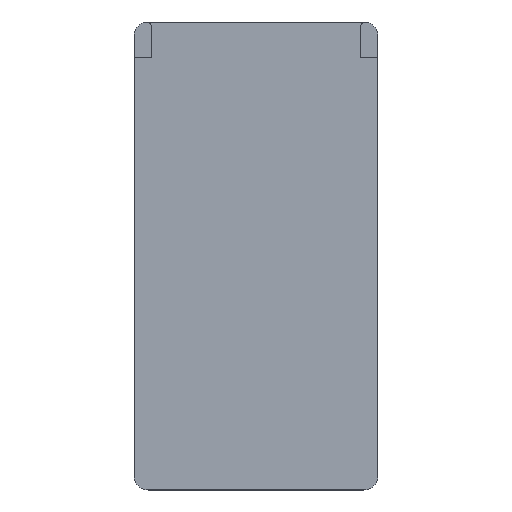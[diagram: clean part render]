
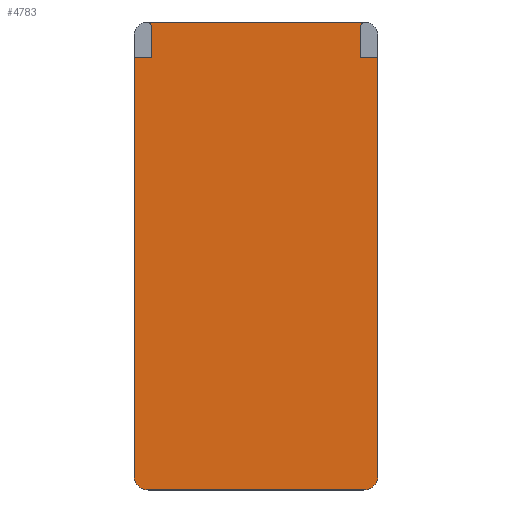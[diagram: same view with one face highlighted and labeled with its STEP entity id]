
A CAD part, top view. The second image highlights one B-rep face of the part: STEP entity #4783.
In plain terms, the highlighted planar face has unit normal (0, 0, 1).
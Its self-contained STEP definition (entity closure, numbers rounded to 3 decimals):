
#2778=CARTESIAN_POINT('',(0.9,32.5,2.));
#2779=DIRECTION('',(0.,0.,1.));
#2780=DIRECTION('',(1.,0.,0.));
#2781=AXIS2_PLACEMENT_3D('',#2778,#2779,#2780);
#2786=CARTESIAN_POINT('',(0.9,32.5,2.));
#2787=DIRECTION('',(0.,0.,1.));
#2788=DIRECTION('',(0.707,0.707,0.));
#2789=AXIS2_PLACEMENT_3D('',#2786,#2787,#2788);
#2794=CARTESIAN_POINT('',(1.,31.8,2.));
#2795=DIRECTION('',(0.,0.,-1.));
#2796=DIRECTION('',(-0.065,0.998,0.));
#2797=AXIS2_PLACEMENT_3D('',#2794,#2795,#2796);
#2802=CARTESIAN_POINT('',(16.1,31.8,2.));
#2803=DIRECTION('',(0.,0.,-1.));
#2804=DIRECTION('',(0.,1.,0.));
#2805=AXIS2_PLACEMENT_3D('',#2802,#2803,#2804);
#2810=CARTESIAN_POINT('',(16.2,32.5,2.));
#2811=DIRECTION('',(0.,0.,1.));
#2812=DIRECTION('',(-0.118,0.993,0.));
#2813=AXIS2_PLACEMENT_3D('',#2810,#2811,#2812);
#2818=CARTESIAN_POINT('',(16.2,32.5,2.));
#2819=DIRECTION('',(0.,0.,1.));
#2820=DIRECTION('',(-0.707,0.707,0.));
#2821=AXIS2_PLACEMENT_3D('',#2818,#2819,#2820);
#2826=DIRECTION('',(0.,-1.,0.));
#2827=VECTOR('',#2826,29.3);
#2828=CARTESIAN_POINT('',(17.1,30.3,2.));
#2829=LINE('',#2828,#2827);
#2833=CARTESIAN_POINT('',(16.1,1.,2.));
#2834=DIRECTION('',(0.,0.,-1.));
#2835=DIRECTION('',(1.,0.,0.));
#2836=AXIS2_PLACEMENT_3D('',#2833,#2834,#2835);
#2841=CARTESIAN_POINT('',(16.1,1.,2.));
#2842=DIRECTION('',(0.,0.,-1.));
#2843=DIRECTION('',(0.707,-0.707,0.));
#2844=AXIS2_PLACEMENT_3D('',#2841,#2842,#2843);
#2849=DIRECTION('',(-1.,0.,0.));
#2850=VECTOR('',#2849,15.1);
#2851=CARTESIAN_POINT('',(16.1,0.,2.));
#2852=LINE('',#2851,#2850);
#2856=CARTESIAN_POINT('',(1.,1.,2.));
#2857=DIRECTION('',(0.,0.,-1.));
#2858=DIRECTION('',(0.,-1.,0.));
#2859=AXIS2_PLACEMENT_3D('',#2856,#2857,#2858);
#2864=CARTESIAN_POINT('',(1.,1.,2.));
#2865=DIRECTION('',(0.,0.,-1.));
#2866=DIRECTION('',(-0.707,-0.707,0.));
#2867=AXIS2_PLACEMENT_3D('',#2864,#2865,#2866);
#2872=DIRECTION('',(-1.,0.,0.));
#2873=VECTOR('',#2872,1.2);
#2874=CARTESIAN_POINT('',(1.2,30.3,2.));
#2875=LINE('',#2874,#2873);
#2886=DIRECTION('',(0.,-1.,0.));
#2887=VECTOR('',#2886,29.3);
#2888=CARTESIAN_POINT('',(0.,30.3,2.));
#2889=LINE('',#2888,#2887);
#3464=DIRECTION('',(-1.,0.,0.));
#3465=VECTOR('',#3464,1.2);
#3466=CARTESIAN_POINT('',(17.1,30.3,2.));
#3467=LINE('',#3466,#3465);
#3478=DIRECTION('',(0.,1.,0.));
#3479=VECTOR('',#3478,2.2);
#3480=CARTESIAN_POINT('',(15.9,30.3,2.));
#3481=LINE('',#3480,#3479);
#3485=DIRECTION('',(-1.,0.,0.));
#3486=VECTOR('',#3485,15.1);
#3487=CARTESIAN_POINT('',(16.1,32.8,2.));
#3488=LINE('',#3487,#3486);
#4369=DIRECTION('',(0.,-1.,0.));
#4370=VECTOR('',#4369,2.2);
#4371=CARTESIAN_POINT('',(1.2,32.5,2.));
#4372=LINE('',#4371,#4370);
#4436=CARTESIAN_POINT('',(1.2,30.3,2.));
#4437=CARTESIAN_POINT('',(0.,30.3,2.));
#4438=VERTEX_POINT('',#4436);
#4439=VERTEX_POINT('',#4437);
#4440=CARTESIAN_POINT('',(1.2,32.5,2.));
#4441=VERTEX_POINT('',#4440);
#4442=CARTESIAN_POINT('',(1.112,32.712,2.));
#4443=CARTESIAN_POINT('',(0.935,32.798,2.));
#4444=VERTEX_POINT('',#4442);
#4445=VERTEX_POINT('',#4443);
#4446=CARTESIAN_POINT('',(1.,32.8,2.));
#4447=VERTEX_POINT('',#4446);
#4448=CARTESIAN_POINT('',(16.1,32.8,2.));
#4449=VERTEX_POINT('',#4448);
#4450=CARTESIAN_POINT('',(16.165,32.798,2.));
#4451=VERTEX_POINT('',#4450);
#4452=CARTESIAN_POINT('',(15.988,32.712,2.));
#4453=CARTESIAN_POINT('',(15.9,32.5,2.));
#4454=VERTEX_POINT('',#4452);
#4455=VERTEX_POINT('',#4453);
#4456=CARTESIAN_POINT('',(15.9,30.3,2.));
#4457=VERTEX_POINT('',#4456);
#4458=CARTESIAN_POINT('',(17.1,30.3,2.));
#4459=VERTEX_POINT('',#4458);
#4460=CARTESIAN_POINT('',(17.1,1.,2.));
#4461=VERTEX_POINT('',#4460);
#4462=CARTESIAN_POINT('',(16.807,0.293,2.));
#4463=CARTESIAN_POINT('',(16.1,0.,2.));
#4464=VERTEX_POINT('',#4462);
#4465=VERTEX_POINT('',#4463);
#4466=CARTESIAN_POINT('',(1.,0.,2.));
#4467=VERTEX_POINT('',#4466);
#4468=CARTESIAN_POINT('',(0.293,0.293,2.));
#4469=CARTESIAN_POINT('',(0.,1.,2.));
#4470=VERTEX_POINT('',#4468);
#4471=VERTEX_POINT('',#4469);
#4740=CARTESIAN_POINT('',(8.55,16.4,2.));
#4741=DIRECTION('',(0.,0.,1.));
#4742=DIRECTION('',(1.,0.,0.));
#4743=AXIS2_PLACEMENT_3D('',#4740,#4741,#4742);
#4744=PLANE('',#4743);
#4746=ORIENTED_EDGE('',*,*,#4745,.F.);
#4748=ORIENTED_EDGE('',*,*,#4747,.F.);
#4750=ORIENTED_EDGE('',*,*,#4749,.T.);
#4752=ORIENTED_EDGE('',*,*,#4751,.T.);
#4754=ORIENTED_EDGE('',*,*,#4753,.T.);
#4756=ORIENTED_EDGE('',*,*,#4755,.F.);
#4758=ORIENTED_EDGE('',*,*,#4757,.T.);
#4760=ORIENTED_EDGE('',*,*,#4759,.T.);
#4762=ORIENTED_EDGE('',*,*,#4761,.T.);
#4764=ORIENTED_EDGE('',*,*,#4763,.F.);
#4766=ORIENTED_EDGE('',*,*,#4765,.F.);
#4768=ORIENTED_EDGE('',*,*,#4767,.T.);
#4770=ORIENTED_EDGE('',*,*,#4769,.T.);
#4772=ORIENTED_EDGE('',*,*,#4771,.T.);
#4774=ORIENTED_EDGE('',*,*,#4773,.T.);
#4776=ORIENTED_EDGE('',*,*,#4775,.T.);
#4778=ORIENTED_EDGE('',*,*,#4777,.T.);
#4780=ORIENTED_EDGE('',*,*,#4779,.F.);
#4781=EDGE_LOOP('',(#4746,#4748,#4750,#4752,#4754,#4756,#4758,#4760,#4762,#4764,
#4766,#4768,#4770,#4772,#4774,#4776,#4778,#4780));
#4782=FACE_OUTER_BOUND('',#4781,.F.);
#2782=CIRCLE('',#2781,0.3);
#2790=CIRCLE('',#2789,0.3);
#2798=CIRCLE('',#2797,1.);
#2806=CIRCLE('',#2805,1.);
#2814=CIRCLE('',#2813,0.3);
#2822=CIRCLE('',#2821,0.3);
#2837=CIRCLE('',#2836,1.);
#2845=CIRCLE('',#2844,1.);
#2860=CIRCLE('',#2859,1.);
#2868=CIRCLE('',#2867,1.);
#4745=EDGE_CURVE('',#4438,#4439,#2875,.T.);
#4747=EDGE_CURVE('',#4441,#4438,#4372,.T.);
#4749=EDGE_CURVE('',#4441,#4444,#2782,.T.);
#4751=EDGE_CURVE('',#4444,#4445,#2790,.T.);
#4753=EDGE_CURVE('',#4445,#4447,#2798,.T.);
#4755=EDGE_CURVE('',#4449,#4447,#3488,.T.);
#4757=EDGE_CURVE('',#4449,#4451,#2806,.T.);
#4759=EDGE_CURVE('',#4451,#4454,#2814,.T.);
#4761=EDGE_CURVE('',#4454,#4455,#2822,.T.);
#4763=EDGE_CURVE('',#4457,#4455,#3481,.T.);
#4765=EDGE_CURVE('',#4459,#4457,#3467,.T.);
#4767=EDGE_CURVE('',#4459,#4461,#2829,.T.);
#4769=EDGE_CURVE('',#4461,#4464,#2837,.T.);
#4771=EDGE_CURVE('',#4464,#4465,#2845,.T.);
#4773=EDGE_CURVE('',#4465,#4467,#2852,.T.);
#4775=EDGE_CURVE('',#4467,#4470,#2860,.T.);
#4777=EDGE_CURVE('',#4470,#4471,#2868,.T.);
#4779=EDGE_CURVE('',#4439,#4471,#2889,.T.);
#4783=ADVANCED_FACE('',(#4782),#4744,.T.);
